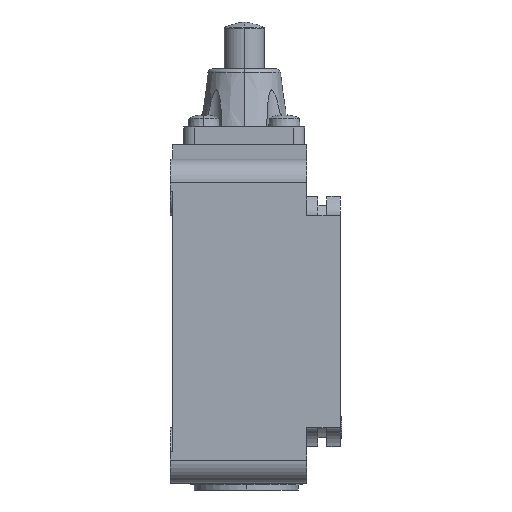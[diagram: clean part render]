
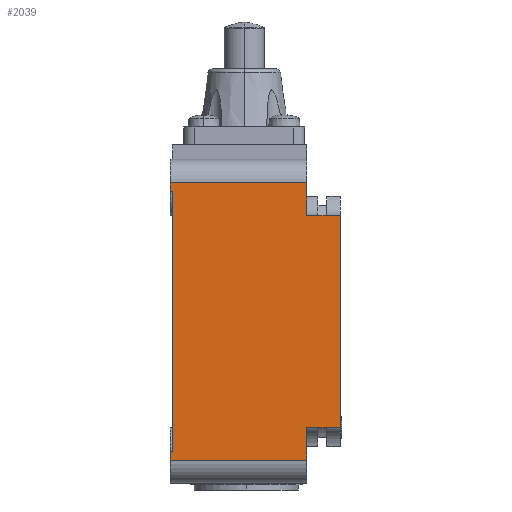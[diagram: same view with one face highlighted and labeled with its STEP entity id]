
A CAD part, left-side view. The second image highlights one B-rep face of the part: STEP entity #2039.
In plain terms, the highlighted planar face has unit normal (-1, 0, 0).
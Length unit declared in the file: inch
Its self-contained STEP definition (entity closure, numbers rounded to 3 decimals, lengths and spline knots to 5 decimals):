
#74 = CARTESIAN_POINT ( 'NONE',  ( -1.3878, -1.20079, 2.40157 ) ) ;
#117 = ORIENTED_EDGE ( 'NONE', *, *, #6926, .T. ) ;
#137 = VECTOR ( 'NONE', #3188, 39.37008 ) ;
#471 = EDGE_CURVE ( 'NONE', #2682, #4153, #3337, .T. ) ;
#550 = DIRECTION ( 'NONE',  ( 0., 0., 1. ) ) ;
#626 = DIRECTION ( 'NONE',  ( 0., -1., 0. ) ) ;
#662 = VECTOR ( 'NONE', #3907, 39.37008 ) ;
#725 = LINE ( 'NONE', #3216, #662 ) ;
#756 = VECTOR ( 'NONE', #5881, 39.37008 ) ;
#815 = DIRECTION ( 'NONE',  ( 0., 0., -1. ) ) ;
#858 = ORIENTED_EDGE ( 'NONE', *, *, #7851, .T. ) ;
#897 = CARTESIAN_POINT ( 'NONE',  ( -1.3878, 0., 2.40157 ) ) ;
#943 = VECTOR ( 'NONE', #8028, 39.37008 ) ;
#963 = ORIENTED_EDGE ( 'NONE', *, *, #3631, .T. ) ;
#985 = DIRECTION ( 'NONE',  ( 0., 1., 0. ) ) ;
#1013 = VERTEX_POINT ( 'NONE', #7924 ) ;
#1212 = VERTEX_POINT ( 'NONE', #7022 ) ;
#1242 = EDGE_CURVE ( 'NONE', #4008, #7516, #5145, .T. ) ;
#1279 = VERTEX_POINT ( 'NONE', #3312 ) ;
#1361 = VECTOR ( 'NONE', #5220, 39.37008 ) ;
#1367 = CARTESIAN_POINT ( 'NONE',  ( -1.3878, 0., -0.03937 ) ) ;
#1433 = LINE ( 'NONE', #3885, #1361 ) ;
#1451 = VECTOR ( 'NONE', #2651, 39.37008 ) ;
#1469 = LINE ( 'NONE', #2732, #137 ) ;
#1495 = DIRECTION ( 'NONE',  ( 0., 1., 0. ) ) ;
#1528 = ORIENTED_EDGE ( 'NONE', *, *, #2012, .T. ) ;
#1764 = EDGE_CURVE ( 'NONE', #6099, #8065, #5281, .T. ) ;
#2012 = EDGE_CURVE ( 'NONE', #1212, #1013, #3732, .T. ) ;
#2039 = ADVANCED_FACE ( 'NONE', ( #7061 ), #7484, .T. ) ;
#2435 = VECTOR ( 'NONE', #815, 39.37008 ) ;
#2651 = DIRECTION ( 'NONE',  ( 0., 0., 1. ) ) ;
#2660 = CARTESIAN_POINT ( 'NONE',  ( -1.3878, -0.01969, 0.03937 ) ) ;
#2682 = VERTEX_POINT ( 'NONE', #6233 ) ;
#2732 = CARTESIAN_POINT ( 'NONE',  ( -1.3878, -0.01969, 1.2405 ) ) ;
#2924 = CARTESIAN_POINT ( 'NONE',  ( -1.3878, -1.20079, -0.03937 ) ) ;
#3161 = VERTEX_POINT ( 'NONE', #5274 ) ;
#3188 = DIRECTION ( 'NONE',  ( 0., 0., -1. ) ) ;
#3216 = CARTESIAN_POINT ( 'NONE',  ( -1.3878, -0.01969, 0.03937 ) ) ;
#3312 = CARTESIAN_POINT ( 'NONE',  ( -1.3878, -1.20079, 2.11704 ) ) ;
#3337 = LINE ( 'NONE', #5057, #2435 ) ;
#3411 = ORIENTED_EDGE ( 'NONE', *, *, #1764, .T. ) ;
#3463 = VERTEX_POINT ( 'NONE', #2660 ) ;
#3476 = CARTESIAN_POINT ( 'NONE',  ( -1.3878, -0.64961, 2.11704 ) ) ;
#3482 = ORIENTED_EDGE ( 'NONE', *, *, #3518, .T. ) ;
#3518 = EDGE_CURVE ( 'NONE', #1279, #6099, #1433, .T. ) ;
#3631 = EDGE_CURVE ( 'NONE', #7516, #3161, #4778, .T. ) ;
#3732 = LINE ( 'NONE', #6144, #5714 ) ;
#3792 = EDGE_CURVE ( 'NONE', #2682, #3463, #725, .T. ) ;
#3885 = CARTESIAN_POINT ( 'NONE',  ( -1.3878, -1.20079, 2.40157 ) ) ;
#3907 = DIRECTION ( 'NONE',  ( 0., -1., 0. ) ) ;
#4008 = VERTEX_POINT ( 'NONE', #4270 ) ;
#4153 = VERTEX_POINT ( 'NONE', #1367 ) ;
#4159 = AXIS2_PLACEMENT_3D ( 'NONE', #7442, #6264, #550 ) ;
#4170 = LINE ( 'NONE', #3476, #4582 ) ;
#4270 = CARTESIAN_POINT ( 'NONE',  ( -1.3878, -1.20079, 0.24517 ) ) ;
#4391 = ORIENTED_EDGE ( 'NONE', *, *, #3792, .F. ) ;
#4500 = LINE ( 'NONE', #7599, #5240 ) ;
#4582 = VECTOR ( 'NONE', #985, 39.37008 ) ;
#4643 = EDGE_LOOP ( 'NONE', ( #5109, #5667, #7072, #4983, #963, #8033, #3482, #3411, #117, #1528, #858, #4391 ) ) ;
#4750 = EDGE_CURVE ( 'NONE', #3161, #1279, #4170, .T. ) ;
#4778 = LINE ( 'NONE', #8070, #6316 ) ;
#4809 = LINE ( 'NONE', #7867, #943 ) ;
#4983 = ORIENTED_EDGE ( 'NONE', *, *, #1242, .T. ) ;
#5039 = CARTESIAN_POINT ( 'NONE',  ( -1.3878, -1.49606, 0.24517 ) ) ;
#5057 = CARTESIAN_POINT ( 'NONE',  ( -1.3878, 0., 2.40157 ) ) ;
#5109 = ORIENTED_EDGE ( 'NONE', *, *, #471, .T. ) ;
#5145 = LINE ( 'NONE', #7107, #756 ) ;
#5220 = DIRECTION ( 'NONE',  ( 0., 0., 1. ) ) ;
#5240 = VECTOR ( 'NONE', #6986, 39.37008 ) ;
#5274 = CARTESIAN_POINT ( 'NONE',  ( -1.3878, -1.49606, 2.11704 ) ) ;
#5281 = LINE ( 'NONE', #6393, #5712 ) ;
#5667 = ORIENTED_EDGE ( 'NONE', *, *, #6519, .F. ) ;
#5712 = VECTOR ( 'NONE', #1495, 39.37008 ) ;
#5714 = VECTOR ( 'NONE', #626, 39.37008 ) ;
#5881 = DIRECTION ( 'NONE',  ( 0., -1., 0. ) ) ;
#6099 = VERTEX_POINT ( 'NONE', #7409 ) ;
#6144 = CARTESIAN_POINT ( 'NONE',  ( -1.3878, -0.64961, 2.32283 ) ) ;
#6233 = CARTESIAN_POINT ( 'NONE',  ( -1.3878, 0., 0.03937 ) ) ;
#6264 = DIRECTION ( 'NONE',  ( -1., 0., 0. ) ) ;
#6316 = VECTOR ( 'NONE', #7416, 39.37008 ) ;
#6393 = CARTESIAN_POINT ( 'NONE',  ( -1.3878, -0.64961, 2.40157 ) ) ;
#6519 = EDGE_CURVE ( 'NONE', #7283, #4153, #4500, .T. ) ;
#6926 = EDGE_CURVE ( 'NONE', #8065, #1212, #4809, .T. ) ;
#6986 = DIRECTION ( 'NONE',  ( 0., 1., 0. ) ) ;
#7022 = CARTESIAN_POINT ( 'NONE',  ( -1.3878, 0., 2.32283 ) ) ;
#7061 = FACE_OUTER_BOUND ( 'NONE', #4643, .T. ) ;
#7072 = ORIENTED_EDGE ( 'NONE', *, *, #7653, .T. ) ;
#7107 = CARTESIAN_POINT ( 'NONE',  ( -1.3878, -0.64961, 0.24517 ) ) ;
#7283 = VERTEX_POINT ( 'NONE', #2924 ) ;
#7409 = CARTESIAN_POINT ( 'NONE',  ( -1.3878, -1.20079, 2.40157 ) ) ;
#7416 = DIRECTION ( 'NONE',  ( 0., 0., 1. ) ) ;
#7442 = CARTESIAN_POINT ( 'NONE',  ( -1.3878, -0.64961, 2.40157 ) ) ;
#7484 = PLANE ( 'NONE',  #4159 ) ;
#7505 = LINE ( 'NONE', #74, #1451 ) ;
#7516 = VERTEX_POINT ( 'NONE', #5039 ) ;
#7599 = CARTESIAN_POINT ( 'NONE',  ( -1.3878, -0.64961, -0.03937 ) ) ;
#7653 = EDGE_CURVE ( 'NONE', #7283, #4008, #7505, .T. ) ;
#7851 = EDGE_CURVE ( 'NONE', #1013, #3463, #1469, .T. ) ;
#7867 = CARTESIAN_POINT ( 'NONE',  ( -1.3878, 0., 2.40157 ) ) ;
#7924 = CARTESIAN_POINT ( 'NONE',  ( -1.3878, -0.01969, 2.32283 ) ) ;
#8028 = DIRECTION ( 'NONE',  ( 0., 0., -1. ) ) ;
#8033 = ORIENTED_EDGE ( 'NONE', *, *, #4750, .T. ) ;
#8065 = VERTEX_POINT ( 'NONE', #897 ) ;
#8070 = CARTESIAN_POINT ( 'NONE',  ( -1.3878, -1.49606, 2.40157 ) ) ;
